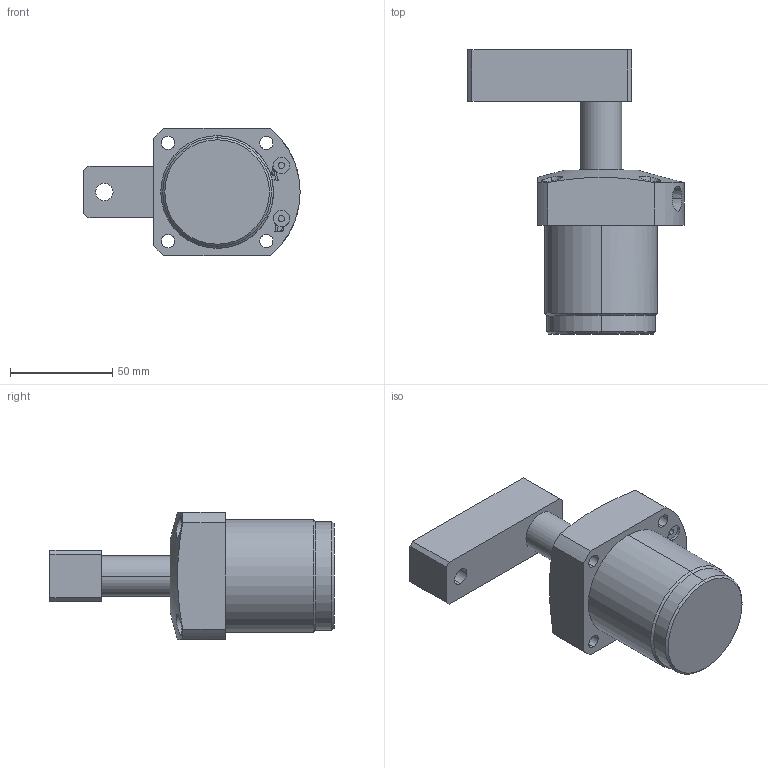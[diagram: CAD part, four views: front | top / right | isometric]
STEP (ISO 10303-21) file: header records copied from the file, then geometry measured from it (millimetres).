
FILE_DESCRIPTION (( 'STEP AP203' ), '1' );
FILE_NAME ('HNU-40.STEP', '2020-09-15T07:11:46', ( '微软用户' ), ( '微软中国' ), 'SwSTEP 2.0', 'SolidWorks 2012', '' );
FILE_SCHEMA (( 'CONFIG_CONTROL_DESIGN' ));
Length unit declared in the file: millimetre
Products named in the file (5): HNU-40; hex lobular socket head cap screws-4.8 gb_GB_HEXAGON_TYPE21 M10X16-16-N_1; HNU-40S揤旋; HNU-40S活塞杆; HNU-40掛极
Assembly tree (4 placements, depth 2):
  HNU-40
    HNU-40掛极
    HNU-40S活塞杆
    HNU-40S揤旋
    hex lobular socket head cap screws-4.8 gb_GB_HEXAGON_TYPE21 M10X16-16-N_1
Bounding box: 105.5 x 138.6 x 62 mm (x, y, z)
Volume: 239186.5 mm3; surface area: 55092.3 mm2
Topology: 4 solids, 4 shells, 163 faces, 408 edges, 262 vertices
Faces by surface type: plane 64, cylinder 53, bspline 22, cone 22, torus 2
Entity records: 6562 total; most frequent: CARTESIAN_POINT 2205, ORIENTED_EDGE 800, DIRECTION 783, EDGE_CURVE 400, AXIS2_PLACEMENT_3D 292, VERTEX_POINT 262, VECTOR 199, LINE 199
